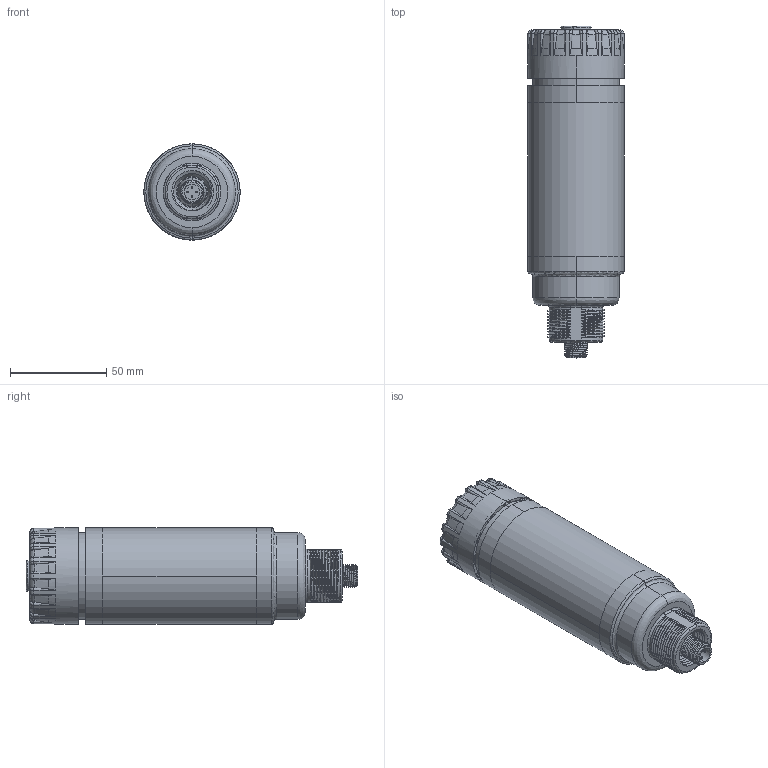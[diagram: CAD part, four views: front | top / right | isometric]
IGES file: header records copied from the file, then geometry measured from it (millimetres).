
Start section:  PTC IGES file: 146179.igs
Global section: file name: 146179.igs; native system: Pro/ENGINEER by Parametric Technology Corporation; preprocessor: 2006170; author: banengservice; organization: Unknown; date: 20090428.145227; units: inch
Bounding box: 50 x 172.55 x 50 mm (x, y, z)
Volume: 57133.8 mm3; surface area: 82329.3 mm2
Topology: 2 solids, 3 shells, 1285 faces, 3327 edges, 2095 vertices
Faces by surface type: revolution 778, bspline 507
